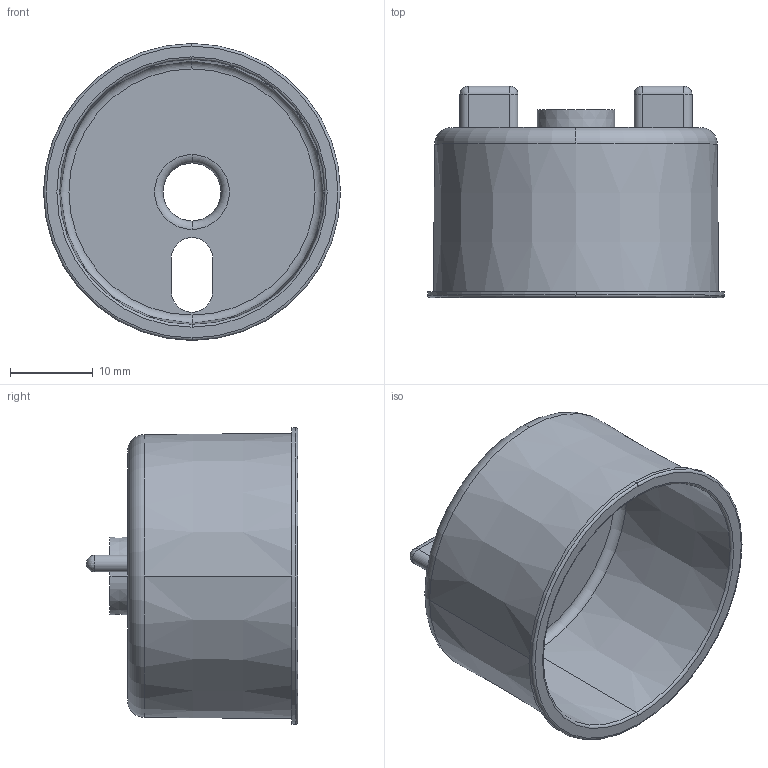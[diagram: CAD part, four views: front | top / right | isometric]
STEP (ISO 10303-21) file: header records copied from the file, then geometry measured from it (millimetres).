
FILE_DESCRIPTION(('STEP AP214'),'1');
FILE_NAME('1245-B2P-A.step','2014-03-27T10:04:50',(' '),(' '),'Spatial InterOp 3D',' ',' ');
FILE_SCHEMA(('automotive_design'));
Length unit declared in the file: metre
Products named in the file (1): 1
Bounding box: 35.81 x 25.5 x 35.81 mm (x, y, z)
Volume: 4008.9 mm3; surface area: 6070.9 mm2
Topology: 1 solids, 1 shells, 47 faces, 113 edges, 65 vertices
Faces by surface type: cylinder 12, plane 11, torus 10, cone 10, sphere 4
Entity records: 1735 total; most frequent: DIRECTION 268, CARTESIAN_POINT 218, ORIENTED_EDGE 210, AXIS2_PLACEMENT_3D 115, EDGE_CURVE 105, CIRCLE 67, VERTEX_POINT 65, EDGE_LOOP 56
